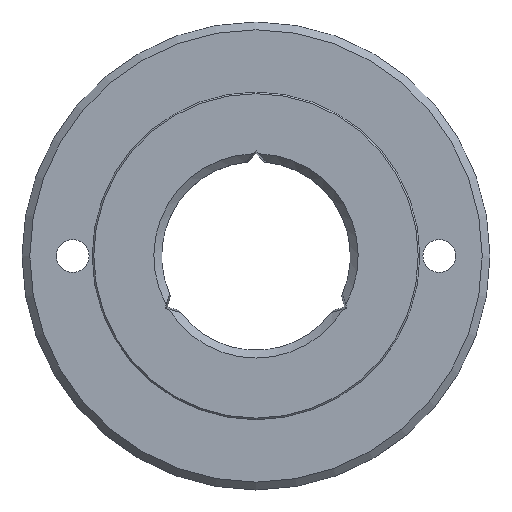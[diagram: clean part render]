
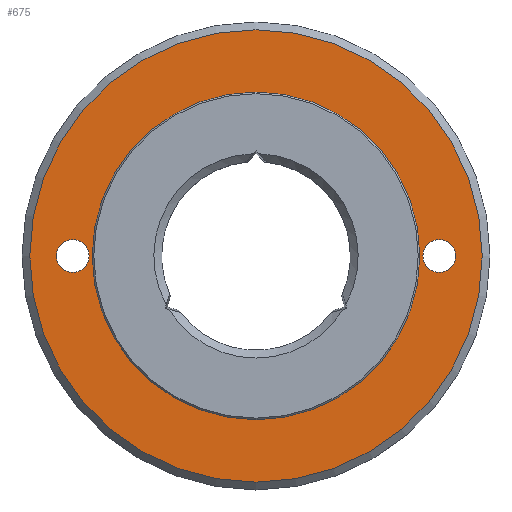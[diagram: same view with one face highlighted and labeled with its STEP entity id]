
A CAD part, top view. The second image highlights one B-rep face of the part: STEP entity #675.
In plain terms, the highlighted planar face has unit normal (0, 0, 1).
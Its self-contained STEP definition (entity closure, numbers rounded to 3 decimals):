
#2 = ORIENTED_EDGE ( 'NONE', *, *, #492, .F. ) ;
#14 = VERTEX_POINT ( 'NONE', #804 ) ;
#37 = CARTESIAN_POINT ( 'NONE',  ( 0., 0., -1. ) ) ;
#47 = DIRECTION ( 'NONE',  ( 1., 0., 0. ) ) ;
#51 = EDGE_LOOP ( 'NONE', ( #839 ) ) ;
#52 = FACE_BOUND ( 'NONE', #438, .T. ) ;
#55 = ORIENTED_EDGE ( 'NONE', *, *, #128, .T. ) ;
#61 = FACE_BOUND ( 'NONE', #733, .T. ) ;
#68 = DIRECTION ( 'NONE',  ( -1., 0., 0. ) ) ;
#93 = DIRECTION ( 'NONE',  ( 1., 0., 0. ) ) ;
#104 = CARTESIAN_POINT ( 'NONE',  ( 0., 0., -1. ) ) ;
#113 = CIRCLE ( 'NONE', #241, 9.5 ) ;
#120 = FACE_BOUND ( 'NONE', #51, .T. ) ;
#128 = EDGE_CURVE ( 'NONE', #548, #548, #684, .T. ) ;
#141 = VERTEX_POINT ( 'NONE', #682 ) ;
#206 = CARTESIAN_POINT ( 'NONE',  ( 14.5, 0., -1. ) ) ;
#234 = DIRECTION ( 'NONE',  ( 0., 0., -1. ) ) ;
#241 = AXIS2_PLACEMENT_3D ( 'NONE', #37, #712, #93 ) ;
#244 = DIRECTION ( 'NONE',  ( -1., 0., 0. ) ) ;
#274 = VERTEX_POINT ( 'NONE', #739 ) ;
#308 = EDGE_CURVE ( 'NONE', #141, #141, #420, .T. ) ;
#325 = FACE_OUTER_BOUND ( 'NONE', #867, .T. ) ;
#328 = DIRECTION ( 'NONE',  ( 0., 0., -1. ) ) ;
#348 = CIRCLE ( 'NONE', #513, 1.05 ) ;
#380 = CARTESIAN_POINT ( 'NONE',  ( 11.75, 0., -1. ) ) ;
#400 = DIRECTION ( 'NONE',  ( 0., 0., -1. ) ) ;
#420 = CIRCLE ( 'NONE', #730, 1.05 ) ;
#438 = EDGE_LOOP ( 'NONE', ( #2 ) ) ;
#440 = ORIENTED_EDGE ( 'NONE', *, *, #308, .T. ) ;
#492 = EDGE_CURVE ( 'NONE', #14, #14, #113, .T. ) ;
#512 = DIRECTION ( 'NONE',  ( -1., 0., 0. ) ) ;
#513 = AXIS2_PLACEMENT_3D ( 'NONE', #380, #234, #512 ) ;
#548 = VERTEX_POINT ( 'NONE', #206 ) ;
#549 = EDGE_CURVE ( 'NONE', #274, #274, #348, .T. ) ;
#560 = DIRECTION ( 'NONE',  ( 0., 0., 1. ) ) ;
#603 = CARTESIAN_POINT ( 'NONE',  ( 0., 9.5, -1. ) ) ;
#645 = AXIS2_PLACEMENT_3D ( 'NONE', #104, #560, #47 ) ;
#666 = CARTESIAN_POINT ( 'NONE',  ( -11.75, 0., -1. ) ) ;
#675 = ADVANCED_FACE ( 'NONE', ( #61, #120, #52, #325 ), #724, .F. ) ;
#682 = CARTESIAN_POINT ( 'NONE',  ( -12.8, 0., -1. ) ) ;
#684 = CIRCLE ( 'NONE', #645, 14.5 ) ;
#712 = DIRECTION ( 'NONE',  ( 0., 0., 1. ) ) ;
#724 = PLANE ( 'NONE',  #745 ) ;
#730 = AXIS2_PLACEMENT_3D ( 'NONE', #666, #328, #68 ) ;
#733 = EDGE_LOOP ( 'NONE', ( #440 ) ) ;
#739 = CARTESIAN_POINT ( 'NONE',  ( 10.7, 0., -1. ) ) ;
#745 = AXIS2_PLACEMENT_3D ( 'NONE', #603, #400, #244 ) ;
#804 = CARTESIAN_POINT ( 'NONE',  ( 9.5, 0., -1. ) ) ;
#839 = ORIENTED_EDGE ( 'NONE', *, *, #549, .T. ) ;
#867 = EDGE_LOOP ( 'NONE', ( #55 ) ) ;
